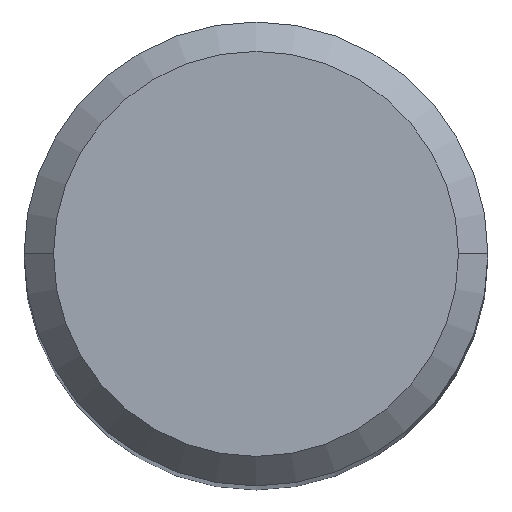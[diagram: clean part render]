
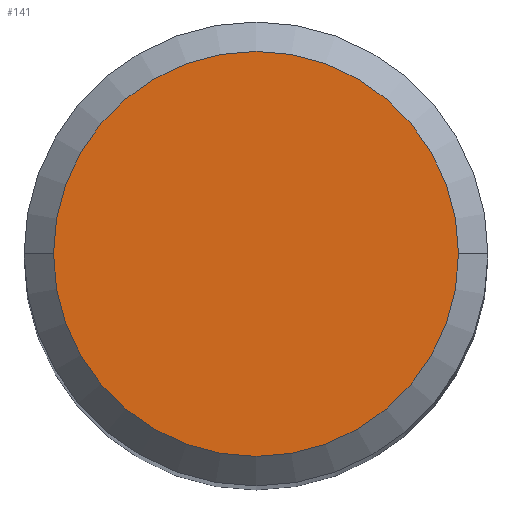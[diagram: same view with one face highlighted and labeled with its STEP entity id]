
A CAD part, top view. The second image highlights one B-rep face of the part: STEP entity #141.
In plain terms, the highlighted planar face has unit normal (0, 0, 1).
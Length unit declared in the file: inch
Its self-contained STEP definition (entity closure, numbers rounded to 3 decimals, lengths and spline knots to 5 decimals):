
#3 = DIRECTION ( 'NONE',  ( 0., 0., 1. ) ) ;
#4 = PLANE ( 'NONE',  #268 ) ;
#6 = VERTEX_POINT ( 'NONE', #291 ) ;
#18 = ORIENTED_EDGE ( 'NONE', *, *, #104, .T. ) ;
#33 = CIRCLE ( 'NONE', #208, 0.10311 ) ;
#60 = DIRECTION ( 'NONE',  ( 0., 0., 1. ) ) ;
#68 = DIRECTION ( 'NONE',  ( 0., 0., 1. ) ) ;
#76 = DIRECTION ( 'NONE',  ( 1., 0., 0. ) ) ;
#89 = CARTESIAN_POINT ( 'NONE',  ( 0., 0., 2.24409 ) ) ;
#99 = CARTESIAN_POINT ( 'NONE',  ( 0., 0., 2.24409 ) ) ;
#104 = EDGE_CURVE ( 'NONE', #137, #6, #178, .T. ) ;
#137 = VERTEX_POINT ( 'NONE', #209 ) ;
#141 = ADVANCED_FACE ( 'NONE', ( #237 ), #4, .T. ) ;
#151 = ORIENTED_EDGE ( 'NONE', *, *, #220, .T. ) ;
#178 = CIRCLE ( 'NONE', #201, 0.10311 ) ;
#182 = DIRECTION ( 'NONE',  ( 1., 0., 0. ) ) ;
#189 = CARTESIAN_POINT ( 'NONE',  ( 0., 0., 2.24409 ) ) ;
#193 = DIRECTION ( 'NONE',  ( 1., 0., 0. ) ) ;
#201 = AXIS2_PLACEMENT_3D ( 'NONE', #89, #60, #182 ) ;
#208 = AXIS2_PLACEMENT_3D ( 'NONE', #99, #3, #193 ) ;
#209 = CARTESIAN_POINT ( 'NONE',  ( 0.10311, 0., 2.24409 ) ) ;
#220 = EDGE_CURVE ( 'NONE', #6, #137, #33, .T. ) ;
#237 = FACE_OUTER_BOUND ( 'NONE', #297, .T. ) ;
#268 = AXIS2_PLACEMENT_3D ( 'NONE', #189, #68, #76 ) ;
#291 = CARTESIAN_POINT ( 'NONE',  ( -0.10311, 0., 2.24409 ) ) ;
#297 = EDGE_LOOP ( 'NONE', ( #151, #18 ) ) ;
